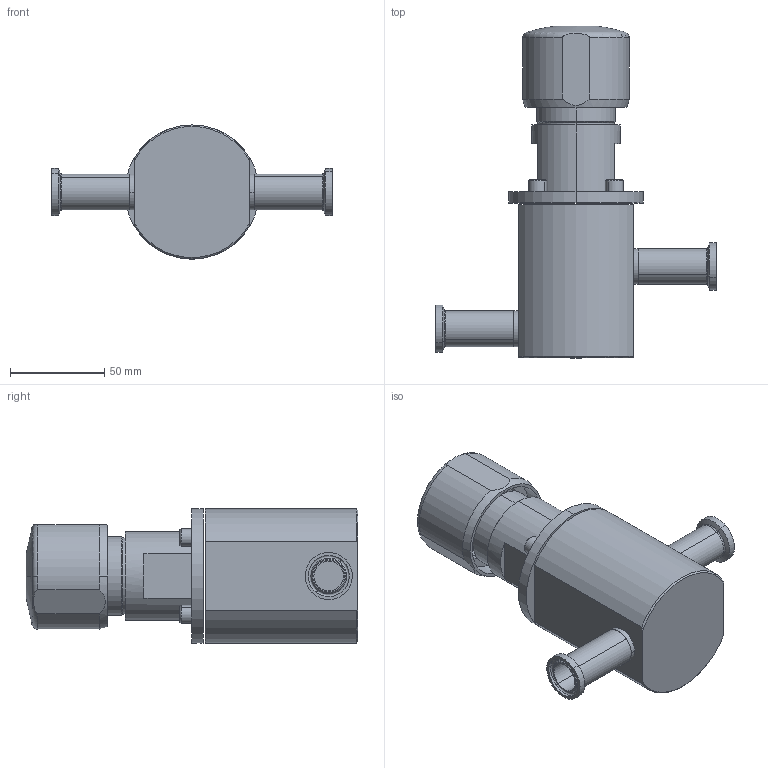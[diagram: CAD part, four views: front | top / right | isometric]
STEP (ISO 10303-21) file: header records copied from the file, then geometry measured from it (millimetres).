
FILE_DESCRIPTION (( 'STEP AP203' ), '1' );
FILE_NAME ('MK978M-075-INLINE.STEP', '2022-06-16T12:47:51', ( '' ), ( '' ), 'SwSTEP 2.0', 'SolidWorks 2018', '' );
FILE_SCHEMA (( 'CONFIG_CONTROL_DESIGN' ));
Length unit declared in the file: inch
Products named in the file (1): MK978M-075-INLINE
Bounding box: 148.84 x 175.98 x 71.12 mm (x, y, z)
Surface area: 63744.6 mm2 (no closed solid volume)
Topology: 0 solids, 12 shells, 159 faces, 428 edges, 270 vertices
Faces by surface type: cylinder 53, plane 51, cone 37, torus 14, bspline 2, sphere 2
Entity records: 6364 total; most frequent: CARTESIAN_POINT 2246, DIRECTION 930, ORIENTED_EDGE 730, EDGE_CURVE 420, AXIS2_PLACEMENT_3D 370, VERTEX_POINT 270, CIRCLE 212, LINE 190
